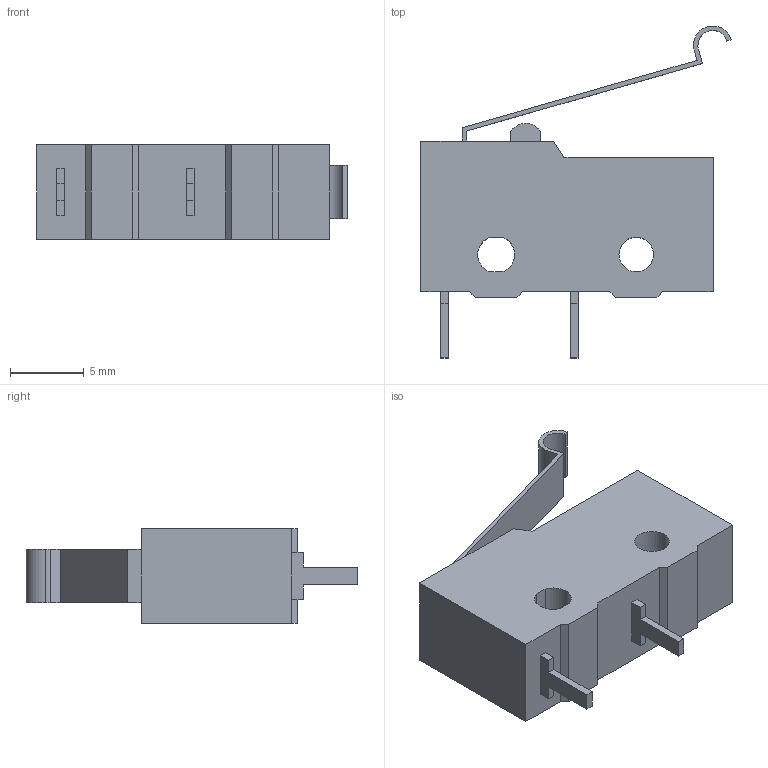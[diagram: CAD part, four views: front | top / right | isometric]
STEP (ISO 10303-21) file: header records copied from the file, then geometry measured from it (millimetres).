
FILE_DESCRIPTION(('STEP AP242'),'1');
FILE_NAME('ss-10gl13-3d.stp','2022-03-10T06:49:26',('TraceParts'),('TraceParts S.A.'),'Spatial InterOp 3D',' ',' ');
FILE_SCHEMA(('AP242_MANAGED_MODEL_BASED_3D_ENGINEERING_MIM_LF {1 0 10303 442 1 1 4}'));
Length unit declared in the file: millimetre
Products named in the file (1): ss-10gl13-3d
Bounding box: 21.03 x 22.5 x 6.4 mm (x, y, z)
Volume: 1214 mm3; surface area: 1067.1 mm2
Topology: 1 solids, 1 shells, 60 faces, 162 edges, 108 vertices
Faces by surface type: plane 49, cylinder 11
Entity records: 2372 total; most frequent: CARTESIAN_POINT 331, ORIENTED_EDGE 324, DIRECTION 306, EDGE_CURVE 162, LINE 140, VECTOR 140, VERTEX_POINT 108, AXIS2_PLACEMENT_3D 83
